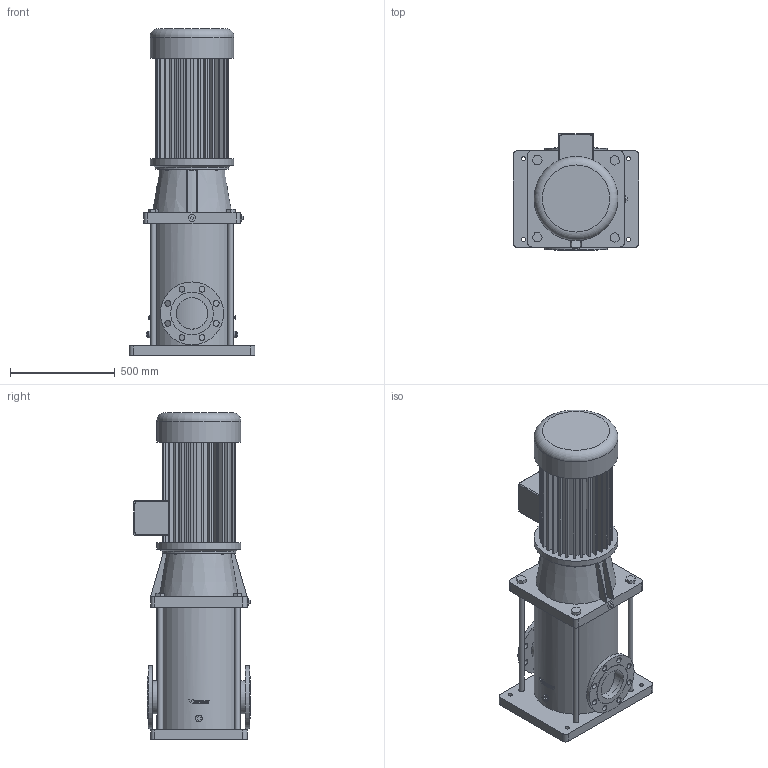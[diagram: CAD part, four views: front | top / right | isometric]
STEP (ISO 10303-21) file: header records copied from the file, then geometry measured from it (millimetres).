
FILE_DESCRIPTION(('STEP AP203'), '1');
FILE_NAME('曶笴 岈200-10', '', ('UNSPECIFIED'), ('UNSPECIFIED'), 'C3D Converter', 'C3D Toolkit', '');
FILE_SCHEMA(('CONFIG_CONTROL_DESIGN'));
Length unit declared in the file: millimetre
Bounding box: 600 x 555 x 1557 mm (x, y, z)
Volume: 183933608.6 mm3; surface area: 4064397.4 mm2
Topology: 1 solids, 1 shells, 502 faces, 1414 edges, 959 vertices
Faces by surface type: plane 342, cylinder 147, bspline 6, cone 5, torus 2
Full cylindrical faces by diameter (mm): 20 x4, 26 x4, 28 x16, 32 x2, 150 x2, 158 x2, 203 x2, 300 x2, 350 x1, 400 x3
Entity records: 22637 total; most frequent: CARTESIAN_POINT 5955, ORIENTED_EDGE 2584, DIRECTION 2519, EDGE_CURVE 1292, VERTEX_POINT 875, AXIS2_PLACEMENT_3D 849, LINE 821, VECTOR 821
